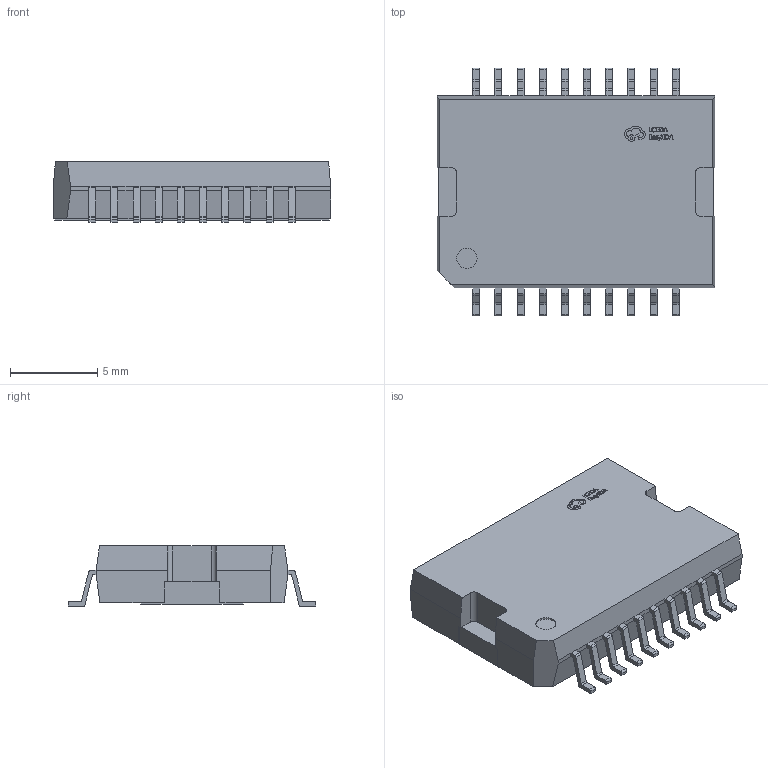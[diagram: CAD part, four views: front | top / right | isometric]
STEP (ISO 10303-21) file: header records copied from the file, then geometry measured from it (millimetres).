
FILE_DESCRIPTION (( 'STEP AP214' ), '1' );
FILE_NAME ('PG-DSO-20-65_L15.9-W11.0-H3.5-P1.27-LS14.2-BL-EP.step', '2022-07-08T08:23:28', ( '' ), ( '' ), 'SwSTEP 2.0', 'SolidWorks 2020', '' );
FILE_SCHEMA (( 'AUTOMOTIVE_DESIGN' ));
Length unit declared in the file: millimetre
Products named in the file (1): PG-DSO-20-65_L15.9-W11.0-H3.5-P1.27-LS14.2-BL-EP
Bounding box: 15.9 x 14.2 x 3.45 mm (x, y, z)
Volume: 557.2 mm3; surface area: 597.6 mm2
Topology: 1 solids, 1 shells, 598 faces, 1616 edges, 1047 vertices
Faces by surface type: plane 418, bspline 114, cylinder 66
Entity records: 23010 total; most frequent: CARTESIAN_POINT 5624, ORIENTED_EDGE 3232, DIRECTION 2486, EDGE_CURVE 1616, LINE 1252, VECTOR 1252, VERTEX_POINT 1047, EDGE_LOOP 625
